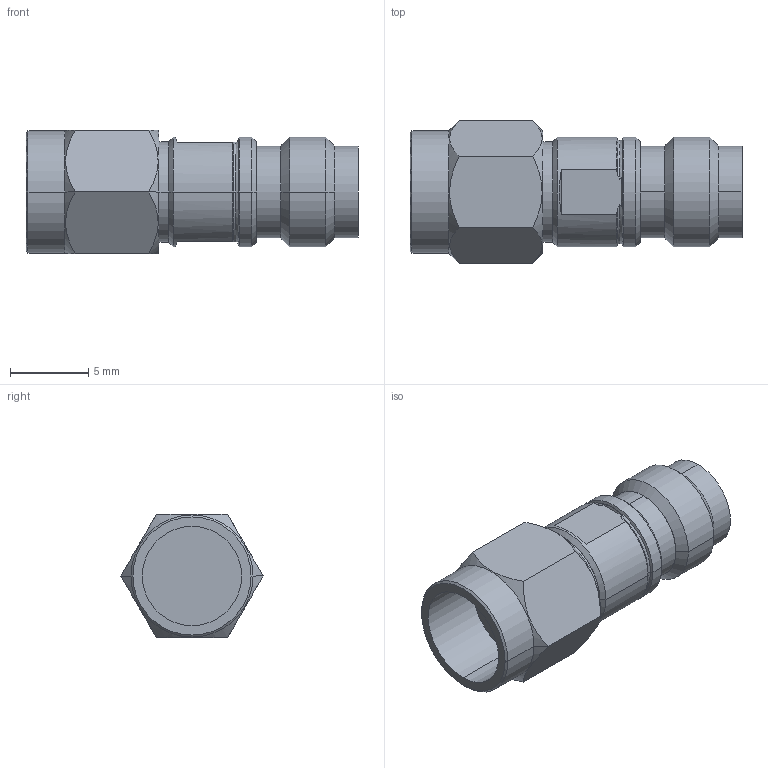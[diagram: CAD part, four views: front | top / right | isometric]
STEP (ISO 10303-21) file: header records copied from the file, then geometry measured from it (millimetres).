
FILE_DESCRIPTION (( 'STEP AP203' ), '1' );
FILE_NAME ('CT-SM2F-LN1.STEP', '2019-08-21T23:26:02', ( '' ), ( '' ), 'SwSTEP 2.0', 'SolidWorks 2016', '' );
FILE_SCHEMA (( 'CONFIG_CONTROL_DESIGN' ));
Length unit declared in the file: inch
Products named in the file (1): CT-SM2F-LN1
Bounding box: 21.21 x 9.09 x 7.87 mm (x, y, z)
Volume: 668 mm3; surface area: 753.4 mm2
Topology: 1 solids, 1 shells, 66 faces, 145 edges, 89 vertices
Faces by surface type: cone 24, plane 22, cylinder 20
Entity records: 2015 total; most frequent: CARTESIAN_POINT 489, DIRECTION 314, ORIENTED_EDGE 290, EDGE_CURVE 145, AXIS2_PLACEMENT_3D 130, VERTEX_POINT 89, EDGE_LOOP 74, FACE_OUTER_BOUND 66
